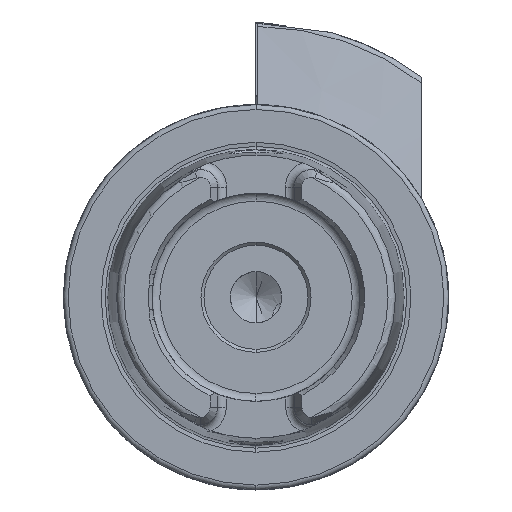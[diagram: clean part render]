
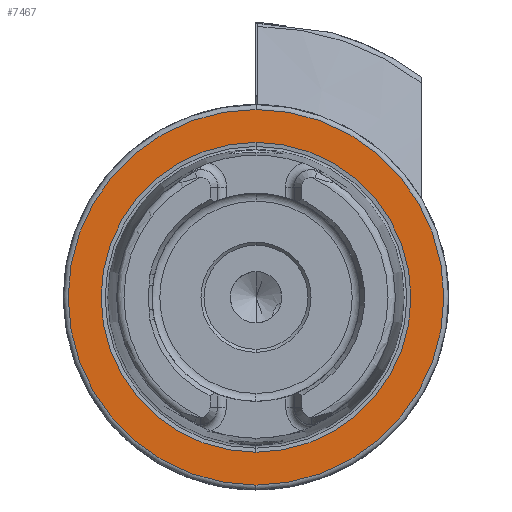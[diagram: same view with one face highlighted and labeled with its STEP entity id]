
A CAD part, left-side view. The second image highlights one B-rep face of the part: STEP entity #7467.
In plain terms, the highlighted planar face has unit normal (-1, 0, 0).
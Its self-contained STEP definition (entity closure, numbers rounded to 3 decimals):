
#183 = EDGE_CURVE ( 'NONE', #11412, #1673, #9009, .T. ) ;
#273 = VERTEX_POINT ( 'NONE', #4443 ) ;
#358 = DIRECTION ( 'NONE',  ( 1., 0., 0. ) ) ;
#551 = ORIENTED_EDGE ( 'NONE', *, *, #8926, .F. ) ;
#1194 = VERTEX_POINT ( 'NONE', #6377 ) ;
#1196 = DIRECTION ( 'NONE',  ( -1., 0., 0. ) ) ;
#1447 = CARTESIAN_POINT ( 'NONE',  ( 0., 30.7, 0. ) ) ;
#1673 = VERTEX_POINT ( 'NONE', #11274 ) ;
#1825 = DIRECTION ( 'NONE',  ( 0., 0., 1. ) ) ;
#1911 = DIRECTION ( 'NONE',  ( -1., 0., 0. ) ) ;
#1951 = CIRCLE ( 'NONE', #12214, 30.7 ) ;
#2004 = ORIENTED_EDGE ( 'NONE', *, *, #9420, .T. ) ;
#2533 = EDGE_LOOP ( 'NONE', ( #2004, #3674 ) ) ;
#3674 = ORIENTED_EDGE ( 'NONE', *, *, #7389, .T. ) ;
#4093 = AXIS2_PLACEMENT_3D ( 'NONE', #1447, #358, #6494 ) ;
#4443 = CARTESIAN_POINT ( 'NONE',  ( 0., 0., -30.7 ) ) ;
#4467 = ORIENTED_EDGE ( 'NONE', *, *, #183, .F. ) ;
#5321 = CARTESIAN_POINT ( 'NONE',  ( 0., 0., 0. ) ) ;
#5357 = PLANE ( 'NONE',  #4093 ) ;
#6377 = CARTESIAN_POINT ( 'NONE',  ( 0., 0., 30.7 ) ) ;
#6494 = DIRECTION ( 'NONE',  ( 0., 0., -1. ) ) ;
#6574 = DIRECTION ( 'NONE',  ( 0., 0., 1. ) ) ;
#6610 = CARTESIAN_POINT ( 'NONE',  ( 0., 0., 0. ) ) ;
#7154 = CARTESIAN_POINT ( 'NONE',  ( 0., 0., 0. ) ) ;
#7232 = DIRECTION ( 'NONE',  ( -1., 0., 0. ) ) ;
#7296 = CARTESIAN_POINT ( 'NONE',  ( 0., 0., 25.324 ) ) ;
#7389 = EDGE_CURVE ( 'NONE', #273, #1194, #8704, .T. ) ;
#7467 = ADVANCED_FACE ( 'NONE', ( #12645, #8378 ), #5357, .F. ) ;
#8080 = AXIS2_PLACEMENT_3D ( 'NONE', #5321, #1196, #8132 ) ;
#8132 = DIRECTION ( 'NONE',  ( 0., 0., 1. ) ) ;
#8378 = FACE_OUTER_BOUND ( 'NONE', #2533, .T. ) ;
#8704 = CIRCLE ( 'NONE', #8080, 30.7 ) ;
#8926 = EDGE_CURVE ( 'NONE', #1673, #11412, #9389, .T. ) ;
#9009 = CIRCLE ( 'NONE', #9540, 25.324 ) ;
#9389 = CIRCLE ( 'NONE', #10816, 25.324 ) ;
#9420 = EDGE_CURVE ( 'NONE', #1194, #273, #1951, .T. ) ;
#9540 = AXIS2_PLACEMENT_3D ( 'NONE', #7154, #7232, #11168 ) ;
#9795 = CARTESIAN_POINT ( 'NONE',  ( 0., 0., 0. ) ) ;
#10816 = AXIS2_PLACEMENT_3D ( 'NONE', #9795, #1911, #1825 ) ;
#11168 = DIRECTION ( 'NONE',  ( 0., 0., 1. ) ) ;
#11274 = CARTESIAN_POINT ( 'NONE',  ( 0., 0., -25.324 ) ) ;
#11412 = VERTEX_POINT ( 'NONE', #7296 ) ;
#12214 = AXIS2_PLACEMENT_3D ( 'NONE', #6610, #12560, #6574 ) ;
#12392 = EDGE_LOOP ( 'NONE', ( #4467, #551 ) ) ;
#12560 = DIRECTION ( 'NONE',  ( -1., 0., 0. ) ) ;
#12645 = FACE_BOUND ( 'NONE', #12392, .T. ) ;
